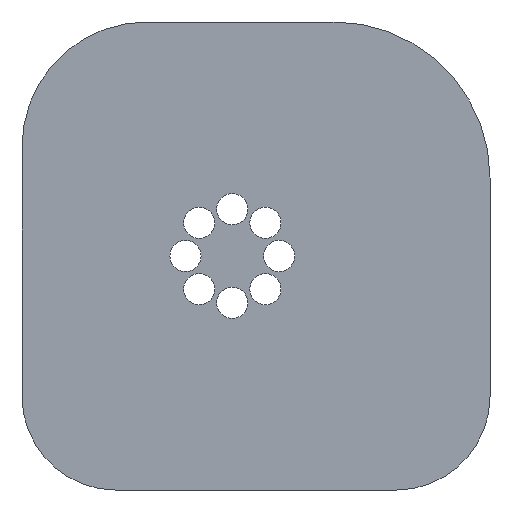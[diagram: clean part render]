
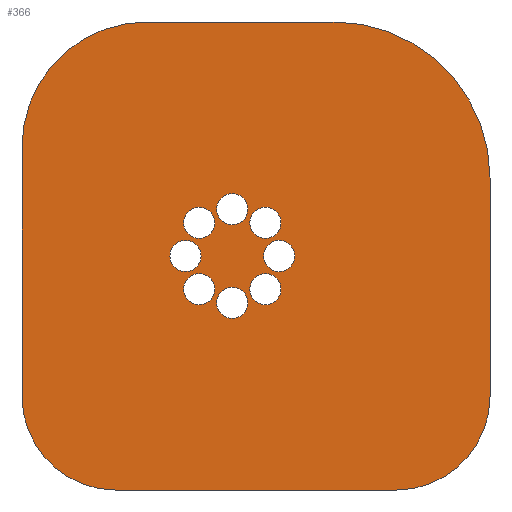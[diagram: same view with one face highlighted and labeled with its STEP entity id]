
A CAD part, front view. The second image highlights one B-rep face of the part: STEP entity #366.
In plain terms, the highlighted planar face has unit normal (0, -1, 0).
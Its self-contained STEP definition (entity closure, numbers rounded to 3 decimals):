
#23=FACE_BOUND('',#81,.T.);
#24=FACE_BOUND('',#82,.T.);
#25=FACE_BOUND('',#83,.T.);
#26=FACE_BOUND('',#84,.T.);
#27=FACE_BOUND('',#85,.T.);
#28=FACE_BOUND('',#86,.T.);
#29=FACE_BOUND('',#87,.T.);
#30=FACE_BOUND('',#88,.T.);
#36=PLANE('',#422);
#54=FACE_OUTER_BOUND('',#80,.T.);
#80=EDGE_LOOP('',(#321,#322,#323,#324,#325,#326,#327,#328));
#81=EDGE_LOOP('',(#329));
#82=EDGE_LOOP('',(#330));
#83=EDGE_LOOP('',(#331));
#84=EDGE_LOOP('',(#332));
#85=EDGE_LOOP('',(#333));
#86=EDGE_LOOP('',(#334));
#87=EDGE_LOOP('',(#335));
#88=EDGE_LOOP('',(#336));
#97=LINE('',#585,#121);
#102=LINE('',#599,#126);
#106=LINE('',#611,#130);
#110=LINE('',#623,#134);
#121=VECTOR('',#483,10.);
#126=VECTOR('',#496,10.);
#130=VECTOR('',#508,10.);
#134=VECTOR('',#520,10.);
#138=CIRCLE('',#383,2.5);
#140=CIRCLE('',#386,2.5);
#142=CIRCLE('',#389,2.5);
#144=CIRCLE('',#392,2.5);
#146=CIRCLE('',#395,2.5);
#148=CIRCLE('',#398,2.5);
#150=CIRCLE('',#401,2.5);
#152=CIRCLE('',#404,2.5);
#153=CIRCLE('',#407,15.);
#155=CIRCLE('',#411,25.);
#157=CIRCLE('',#415,20.);
#159=CIRCLE('',#419,15.);
#162=VERTEX_POINT('',#537);
#164=VERTEX_POINT('',#543);
#166=VERTEX_POINT('',#549);
#168=VERTEX_POINT('',#555);
#170=VERTEX_POINT('',#561);
#172=VERTEX_POINT('',#567);
#174=VERTEX_POINT('',#573);
#176=VERTEX_POINT('',#579);
#177=VERTEX_POINT('',#583);
#178=VERTEX_POINT('',#584);
#181=VERTEX_POINT('',#592);
#183=VERTEX_POINT('',#598);
#185=VERTEX_POINT('',#604);
#187=VERTEX_POINT('',#610);
#189=VERTEX_POINT('',#616);
#191=VERTEX_POINT('',#622);
#195=EDGE_CURVE('',#162,#162,#138,.T.);
#198=EDGE_CURVE('',#164,#164,#140,.T.);
#201=EDGE_CURVE('',#166,#166,#142,.T.);
#204=EDGE_CURVE('',#168,#168,#144,.T.);
#207=EDGE_CURVE('',#170,#170,#146,.T.);
#210=EDGE_CURVE('',#172,#172,#148,.T.);
#213=EDGE_CURVE('',#174,#174,#150,.T.);
#216=EDGE_CURVE('',#176,#176,#152,.T.);
#217=EDGE_CURVE('',#177,#178,#97,.T.);
#221=EDGE_CURVE('',#181,#177,#153,.T.);
#224=EDGE_CURVE('',#183,#181,#102,.T.);
#227=EDGE_CURVE('',#185,#183,#155,.T.);
#230=EDGE_CURVE('',#187,#185,#106,.T.);
#233=EDGE_CURVE('',#189,#187,#157,.T.);
#236=EDGE_CURVE('',#191,#189,#110,.T.);
#239=EDGE_CURVE('',#178,#191,#159,.T.);
#321=ORIENTED_EDGE('',*,*,#239,.F.);
#322=ORIENTED_EDGE('',*,*,#217,.F.);
#323=ORIENTED_EDGE('',*,*,#221,.F.);
#324=ORIENTED_EDGE('',*,*,#224,.F.);
#325=ORIENTED_EDGE('',*,*,#227,.F.);
#326=ORIENTED_EDGE('',*,*,#230,.F.);
#327=ORIENTED_EDGE('',*,*,#233,.F.);
#328=ORIENTED_EDGE('',*,*,#236,.F.);
#329=ORIENTED_EDGE('',*,*,#216,.F.);
#330=ORIENTED_EDGE('',*,*,#213,.F.);
#331=ORIENTED_EDGE('',*,*,#210,.F.);
#332=ORIENTED_EDGE('',*,*,#207,.F.);
#333=ORIENTED_EDGE('',*,*,#204,.F.);
#334=ORIENTED_EDGE('',*,*,#201,.F.);
#335=ORIENTED_EDGE('',*,*,#198,.F.);
#336=ORIENTED_EDGE('',*,*,#195,.F.);
#366=ADVANCED_FACE('',(#54,#23,#24,#25,#26,#27,#28,#29,#30),#36,.F.);
#383=AXIS2_PLACEMENT_3D('',#539,#430,#431);
#386=AXIS2_PLACEMENT_3D('',#545,#437,#438);
#389=AXIS2_PLACEMENT_3D('',#551,#444,#445);
#392=AXIS2_PLACEMENT_3D('',#557,#451,#452);
#395=AXIS2_PLACEMENT_3D('',#563,#458,#459);
#398=AXIS2_PLACEMENT_3D('',#569,#465,#466);
#401=AXIS2_PLACEMENT_3D('',#575,#472,#473);
#404=AXIS2_PLACEMENT_3D('',#581,#479,#480);
#407=AXIS2_PLACEMENT_3D('',#593,#489,#490);
#411=AXIS2_PLACEMENT_3D('',#605,#501,#502);
#415=AXIS2_PLACEMENT_3D('',#617,#513,#514);
#419=AXIS2_PLACEMENT_3D('',#628,#525,#526);
#422=AXIS2_PLACEMENT_3D('',#631,#531,#532);
#430=DIRECTION('center_axis',(0.,-1.,0.));
#431=DIRECTION('ref_axis',(1.,0.,0.));
#437=DIRECTION('center_axis',(0.,-1.,0.));
#438=DIRECTION('ref_axis',(1.,0.,0.));
#444=DIRECTION('center_axis',(0.,-1.,0.));
#445=DIRECTION('ref_axis',(1.,0.,0.));
#451=DIRECTION('center_axis',(0.,-1.,0.));
#452=DIRECTION('ref_axis',(1.,0.,0.));
#458=DIRECTION('center_axis',(0.,-1.,0.));
#459=DIRECTION('ref_axis',(1.,0.,0.));
#465=DIRECTION('center_axis',(0.,-1.,0.));
#466=DIRECTION('ref_axis',(1.,0.,0.));
#472=DIRECTION('center_axis',(0.,-1.,0.));
#473=DIRECTION('ref_axis',(1.,0.,0.));
#479=DIRECTION('center_axis',(0.,-1.,0.));
#480=DIRECTION('ref_axis',(1.,0.,0.));
#483=DIRECTION('',(-1.,0.,0.));
#489=DIRECTION('center_axis',(0.,1.,0.));
#490=DIRECTION('ref_axis',(1.,0.,0.));
#496=DIRECTION('',(0.,0.,-1.));
#501=DIRECTION('center_axis',(0.,1.,0.));
#502=DIRECTION('ref_axis',(0.,0.,1.));
#508=DIRECTION('',(1.,0.,0.));
#513=DIRECTION('center_axis',(0.,1.,0.));
#514=DIRECTION('ref_axis',(-1.,0.,0.));
#520=DIRECTION('',(0.,0.,1.));
#525=DIRECTION('center_axis',(0.,1.,0.));
#526=DIRECTION('ref_axis',(0.,0.,-1.));
#531=DIRECTION('center_axis',(0.,1.,0.));
#532=DIRECTION('ref_axis',(1.,0.,0.));
#537=CARTESIAN_POINT('',(-0.997,0.,5.303));
#539=CARTESIAN_POINT('Origin',(1.503,0.,5.303));
#543=CARTESIAN_POINT('',(-6.3,0.,7.5));
#545=CARTESIAN_POINT('Origin',(-3.8,0.,7.5));
#549=CARTESIAN_POINT('',(-11.603,0.,-5.303));
#551=CARTESIAN_POINT('Origin',(-9.103,0.,-5.303));
#555=CARTESIAN_POINT('',(-6.3,0.,-7.5));
#557=CARTESIAN_POINT('Origin',(-3.8,0.,-7.5));
#561=CARTESIAN_POINT('',(-0.997,0.,-5.303));
#563=CARTESIAN_POINT('Origin',(1.503,0.,-5.303));
#567=CARTESIAN_POINT('',(-11.603,0.,5.303));
#569=CARTESIAN_POINT('Origin',(-9.103,0.,5.303));
#573=CARTESIAN_POINT('',(-13.8,0.,0.));
#575=CARTESIAN_POINT('Origin',(-11.3,0.,0.));
#579=CARTESIAN_POINT('',(1.2,0.,0.));
#581=CARTESIAN_POINT('Origin',(3.7,0.,0.));
#583=CARTESIAN_POINT('',(22.5,0.,-37.5));
#584=CARTESIAN_POINT('',(-22.5,0.,-37.5));
#585=CARTESIAN_POINT('',(22.5,0.,-37.5));
#592=CARTESIAN_POINT('',(37.5,0.,-22.5));
#593=CARTESIAN_POINT('Origin',(22.5,0.,-22.5));
#598=CARTESIAN_POINT('',(37.5,0.,12.5));
#599=CARTESIAN_POINT('',(37.5,0.,12.5));
#604=CARTESIAN_POINT('',(12.5,0.,37.5));
#605=CARTESIAN_POINT('Origin',(12.5,0.,12.5));
#610=CARTESIAN_POINT('',(-17.5,0.,37.5));
#611=CARTESIAN_POINT('',(-17.5,0.,37.5));
#616=CARTESIAN_POINT('',(-37.5,0.,17.5));
#617=CARTESIAN_POINT('Origin',(-17.5,0.,17.5));
#622=CARTESIAN_POINT('',(-37.5,0.,-22.5));
#623=CARTESIAN_POINT('',(-37.5,0.,-22.5));
#628=CARTESIAN_POINT('Origin',(-22.5,0.,-22.5));
#631=CARTESIAN_POINT('Origin',(0.,0.,0.));
